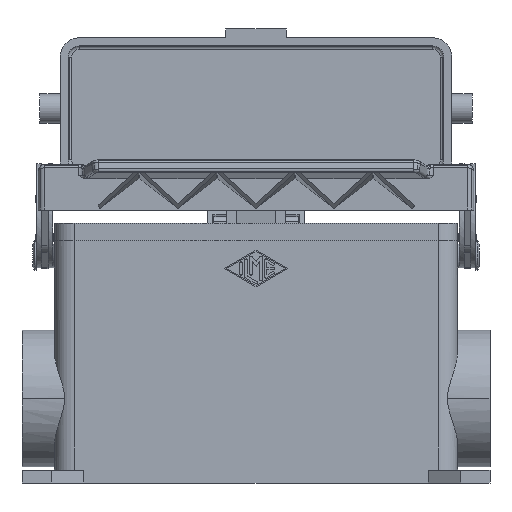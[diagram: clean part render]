
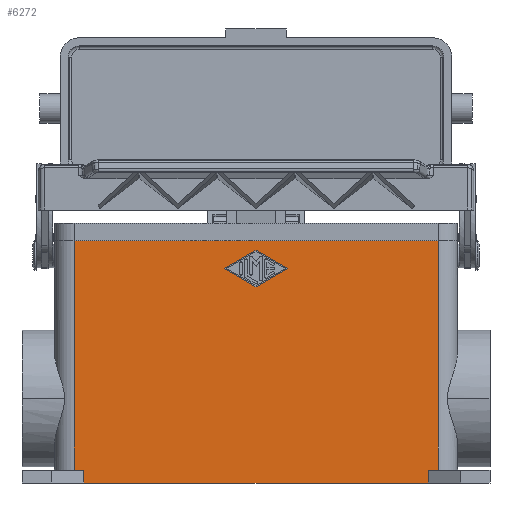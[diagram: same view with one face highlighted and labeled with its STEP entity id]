
A CAD part, front view. The second image highlights one B-rep face of the part: STEP entity #6272.
In plain terms, the highlighted planar face has unit normal (0, -1, 0).
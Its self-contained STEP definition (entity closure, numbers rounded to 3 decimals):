
#5430=CARTESIAN_POINT('',(-9.75,-21.75,15.));
#5431=VERTEX_POINT('',#5430);
#5438=CARTESIAN_POINT('',(0.,-21.75,9.375));
#5439=VERTEX_POINT('',#5438);
#5440=CARTESIAN_POINT('',(0.,-21.75,9.375));
#5441=DIRECTION('',(-0.866,0.0,0.5));
#5442=VECTOR('',#5441,11.256);
#5443=LINE('',#5440,#5442);
#5444=EDGE_CURVE('',#5439,#5431,#5443,.T.);
#5469=CARTESIAN_POINT('',(9.75,-21.75,15.));
#5470=VERTEX_POINT('',#5469);
#5471=CARTESIAN_POINT('',(9.75,-21.75,15.));
#5472=DIRECTION('',(-0.866,0.0,-0.5));
#5473=VECTOR('',#5472,11.256);
#5474=LINE('',#5471,#5473);
#5475=EDGE_CURVE('',#5470,#5439,#5474,.T.);
#5500=CARTESIAN_POINT('',(0.,-21.75,20.625));
#5501=VERTEX_POINT('',#5500);
#5502=CARTESIAN_POINT('',(0.,-21.75,20.625));
#5503=DIRECTION('',(0.866,0.0,-0.5));
#5504=VECTOR('',#5503,11.256);
#5505=LINE('',#5502,#5504);
#5506=EDGE_CURVE('',#5501,#5470,#5505,.T.);
#5529=CARTESIAN_POINT('',(-9.75,-21.75,15.));
#5530=DIRECTION('',(0.866,0.0,0.5));
#5531=VECTOR('',#5530,11.256);
#5532=LINE('',#5529,#5531);
#5533=EDGE_CURVE('',#5431,#5501,#5532,.T.);
#6195=CARTESIAN_POINT('',(53.0,-21.75,-51.0));
#6196=DIRECTION('',(0.0,-1.0,0.0));
#6197=DIRECTION('',(0.0,0.0,-1.0));
#6198=AXIS2_PLACEMENT_3D('',#6195,#6196,#6197);
#6199=PLANE('',#6198);
#6200=CARTESIAN_POINT('',(-53.0,-21.75,-51.0));
#6201=VERTEX_POINT('',#6200);
#6202=CARTESIAN_POINT('',(-53.0,-21.75,-47.));
#6203=VERTEX_POINT('',#6202);
#6204=CARTESIAN_POINT('',(-53.0,-21.75,-51.0));
#6205=DIRECTION('',(0.0,0.0,1.0));
#6206=VECTOR('',#6205,4.);
#6207=LINE('',#6204,#6206);
#6208=EDGE_CURVE('',#6201,#6203,#6207,.T.);
#6209=ORIENTED_EDGE('',*,*,#6208,.F.);
#6210=CARTESIAN_POINT('',(53.0,-21.75,-51.0));
#6211=VERTEX_POINT('',#6210);
#6212=CARTESIAN_POINT('',(53.0,-21.75,-51.0));
#6213=DIRECTION('',(-1.0,0.0,0.0));
#6214=VECTOR('',#6213,106.0);
#6215=LINE('',#6212,#6214);
#6216=EDGE_CURVE('',#6211,#6201,#6215,.T.);
#6217=ORIENTED_EDGE('',*,*,#6216,.F.);
#6218=CARTESIAN_POINT('',(53.0,-21.75,-47.));
#6219=VERTEX_POINT('',#6218);
#6220=CARTESIAN_POINT('',(53.0,-21.75,-51.0));
#6221=DIRECTION('',(0.0,0.0,1.0));
#6222=VECTOR('',#6221,4.);
#6223=LINE('',#6220,#6222);
#6224=EDGE_CURVE('',#6211,#6219,#6223,.T.);
#6225=ORIENTED_EDGE('',*,*,#6224,.T.);
#6226=CARTESIAN_POINT('',(56.0,-21.75,-47.));
#6227=VERTEX_POINT('',#6226);
#6228=CARTESIAN_POINT('',(56.0,-21.75,-47.));
#6229=DIRECTION('',(-1.0,0.0,0.0));
#6230=VECTOR('',#6229,3.0);
#6231=LINE('',#6228,#6230);
#6232=EDGE_CURVE('',#6227,#6219,#6231,.T.);
#6233=ORIENTED_EDGE('',*,*,#6232,.F.);
#6234=CARTESIAN_POINT('',(56.0,-21.75,23.5));
#6235=VERTEX_POINT('',#6234);
#6236=CARTESIAN_POINT('',(56.0,-21.75,-47.));
#6237=DIRECTION('',(0.0,0.0,1.0));
#6238=VECTOR('',#6237,70.5);
#6239=LINE('',#6236,#6238);
#6240=EDGE_CURVE('',#6227,#6235,#6239,.T.);
#6241=ORIENTED_EDGE('',*,*,#6240,.T.);
#6242=CARTESIAN_POINT('',(-56.0,-21.75,23.5));
#6243=VERTEX_POINT('',#6242);
#6244=CARTESIAN_POINT('',(56.0,-21.75,23.5));
#6245=DIRECTION('',(-1.0,0.0,0.0));
#6246=VECTOR('',#6245,112.0);
#6247=LINE('',#6244,#6246);
#6248=EDGE_CURVE('',#6235,#6243,#6247,.T.);
#6249=ORIENTED_EDGE('',*,*,#6248,.T.);
#6250=CARTESIAN_POINT('',(-56.0,-21.75,-47.));
#6251=VERTEX_POINT('',#6250);
#6252=CARTESIAN_POINT('',(-56.0,-21.75,-47.));
#6253=DIRECTION('',(0.0,0.0,1.0));
#6254=VECTOR('',#6253,70.5);
#6255=LINE('',#6252,#6254);
#6256=EDGE_CURVE('',#6251,#6243,#6255,.T.);
#6257=ORIENTED_EDGE('',*,*,#6256,.F.);
#6258=CARTESIAN_POINT('',(-53.0,-21.75,-47.));
#6259=DIRECTION('',(-1.0,0.0,0.0));
#6260=VECTOR('',#6259,3.0);
#6261=LINE('',#6258,#6260);
#6262=EDGE_CURVE('',#6203,#6251,#6261,.T.);
#6263=ORIENTED_EDGE('',*,*,#6262,.F.);
#6264=EDGE_LOOP('',(#6209,#6217,#6225,#6233,#6241,#6249,#6257,#6263));
#6265=FACE_OUTER_BOUND('',#6264,.T.);
#6266=ORIENTED_EDGE('',*,*,#5444,.T.);
#6267=ORIENTED_EDGE('',*,*,#5533,.T.);
#6268=ORIENTED_EDGE('',*,*,#5506,.T.);
#6269=ORIENTED_EDGE('',*,*,#5475,.T.);
#6270=EDGE_LOOP('',(#6266,#6267,#6268,#6269));
#6271=FACE_BOUND('',#6270,.T.);
#6272=ADVANCED_FACE('',(#6265,#6271),#6199,.T.);
